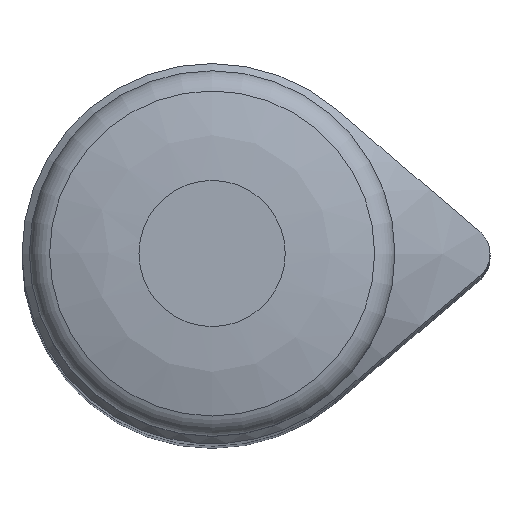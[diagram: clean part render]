
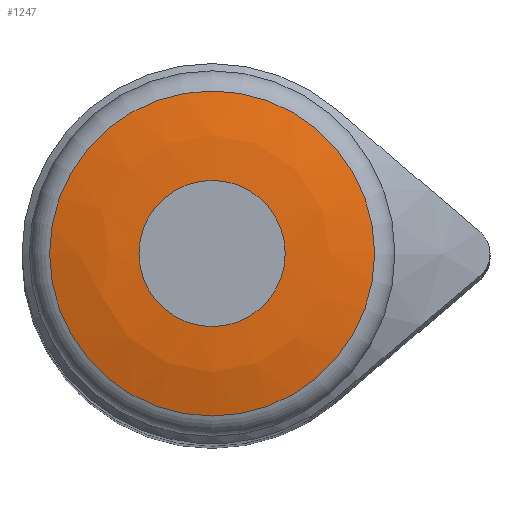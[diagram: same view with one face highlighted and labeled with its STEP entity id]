
A CAD part, top view. The second image highlights one B-rep face of the part: STEP entity #1247.
In plain terms, the highlighted free-form (B-spline) face has degree [2, 2] with [3, 9] control points.
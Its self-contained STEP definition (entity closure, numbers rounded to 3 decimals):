
#43=(
BOUNDED_SURFACE()
B_SPLINE_SURFACE(2,2,((#2167,#2168,#2169,#2170,#2171,#2172,#2173,#2174,
#2175),(#2176,#2177,#2178,#2179,#2180,#2181,#2182,#2183,#2184),(#2185,#2186,
#2187,#2188,#2189,#2190,#2191,#2192,#2193)),.UNSPECIFIED.,.F.,.T.,.F.)
B_SPLINE_SURFACE_WITH_KNOTS((3,3),(3,2,2,2,3),(1.26,1.571),
(-3.142,-1.571,0.,1.571,3.142),
 .UNSPECIFIED.)
GEOMETRIC_REPRESENTATION_ITEM()
RATIONAL_B_SPLINE_SURFACE(((1.,0.707,1.,0.707,1.,
0.707,1.,0.707,1.),(0.988,0.699,
0.988,0.699,0.988,0.699,
0.988,0.699,0.988),(1.,0.707,
1.,0.707,1.,0.707,1.,0.707,1.)))
REPRESENTATION_ITEM('')
SURFACE()
);
#173=FACE_OUTER_BOUND('',#253,.T.);
#253=EDGE_LOOP('',(#909,#910,#911,#912));
#436=CIRCLE('',#1464,5.556);
#438=CIRCLE('',#1466,2.5);
#439=CIRCLE('',#1467,10.);
#546=VERTEX_POINT('',#2164);
#547=VERTEX_POINT('',#2194);
#685=EDGE_CURVE('',#546,#546,#436,.T.);
#687=EDGE_CURVE('',#547,#547,#438,.T.);
#688=EDGE_CURVE('',#547,#546,#439,.T.);
#909=ORIENTED_EDGE('',*,*,#687,.F.);
#910=ORIENTED_EDGE('',*,*,#688,.T.);
#911=ORIENTED_EDGE('',*,*,#685,.T.);
#912=ORIENTED_EDGE('',*,*,#688,.F.);
#1247=ADVANCED_FACE('',(#173),#43,.F.);
#1464=AXIS2_PLACEMENT_3D('',#2165,#1696,#1697);
#1466=AXIS2_PLACEMENT_3D('',#2195,#1700,#1701);
#1467=AXIS2_PLACEMENT_3D('',#2196,#1702,#1703);
#1696=DIRECTION('center_axis',(0.,0.,1.));
#1697=DIRECTION('ref_axis',(0.,-1.,0.));
#1700=DIRECTION('center_axis',(0.,0.,1.));
#1701=DIRECTION('ref_axis',(0.,-1.,0.));
#1702=DIRECTION('center_axis',(0.,-1.,0.));
#1703=DIRECTION('ref_axis',(-1.,0.,0.));
#2164=CARTESIAN_POINT('',(-5.556,0.,46.722));
#2165=CARTESIAN_POINT('Origin',(0.,0.,46.722));
#2167=CARTESIAN_POINT('Ctrl Pts',(-5.556,0.,46.722));
#2168=CARTESIAN_POINT('Ctrl Pts',(-5.556,-5.556,46.722));
#2169=CARTESIAN_POINT('Ctrl Pts',(0.,-5.556,46.722));
#2170=CARTESIAN_POINT('Ctrl Pts',(5.556,-5.556,46.722));
#2171=CARTESIAN_POINT('Ctrl Pts',(5.556,0.,46.722));
#2172=CARTESIAN_POINT('Ctrl Pts',(5.556,5.556,46.722));
#2173=CARTESIAN_POINT('Ctrl Pts',(0.,5.556,46.722));
#2174=CARTESIAN_POINT('Ctrl Pts',(-5.556,5.556,46.722));
#2175=CARTESIAN_POINT('Ctrl Pts',(-5.556,0.,46.722));
#2176=CARTESIAN_POINT('Ctrl Pts',(-4.065,0.,47.2));
#2177=CARTESIAN_POINT('Ctrl Pts',(-4.065,-4.065,47.2));
#2178=CARTESIAN_POINT('Ctrl Pts',(0.,-4.065,47.2));
#2179=CARTESIAN_POINT('Ctrl Pts',(4.065,-4.065,47.2));
#2180=CARTESIAN_POINT('Ctrl Pts',(4.065,0.,47.2));
#2181=CARTESIAN_POINT('Ctrl Pts',(4.065,4.065,47.2));
#2182=CARTESIAN_POINT('Ctrl Pts',(0.,4.065,47.2));
#2183=CARTESIAN_POINT('Ctrl Pts',(-4.065,4.065,47.2));
#2184=CARTESIAN_POINT('Ctrl Pts',(-4.065,0.,47.2));
#2185=CARTESIAN_POINT('Ctrl Pts',(-2.5,0.,47.2));
#2186=CARTESIAN_POINT('Ctrl Pts',(-2.5,-2.5,47.2));
#2187=CARTESIAN_POINT('Ctrl Pts',(0.,-2.5,47.2));
#2188=CARTESIAN_POINT('Ctrl Pts',(2.5,-2.5,47.2));
#2189=CARTESIAN_POINT('Ctrl Pts',(2.5,0.,47.2));
#2190=CARTESIAN_POINT('Ctrl Pts',(2.5,2.5,47.2));
#2191=CARTESIAN_POINT('Ctrl Pts',(0.,2.5,47.2));
#2192=CARTESIAN_POINT('Ctrl Pts',(-2.5,2.5,47.2));
#2193=CARTESIAN_POINT('Ctrl Pts',(-2.5,0.,47.2));
#2194=CARTESIAN_POINT('',(-2.5,0.,47.2));
#2195=CARTESIAN_POINT('Origin',(0.,0.,47.2));
#2196=CARTESIAN_POINT('Origin',(-2.5,0.,37.2));
